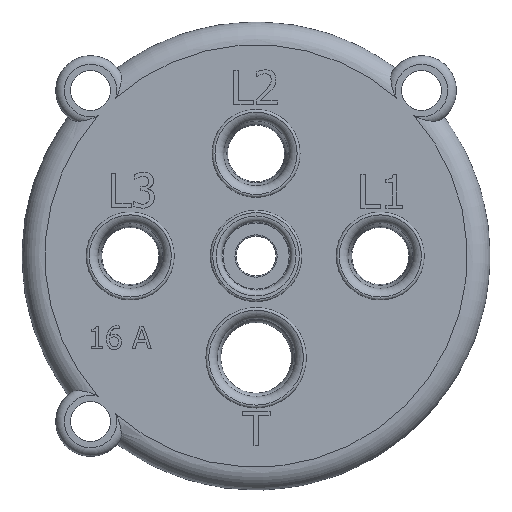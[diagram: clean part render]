
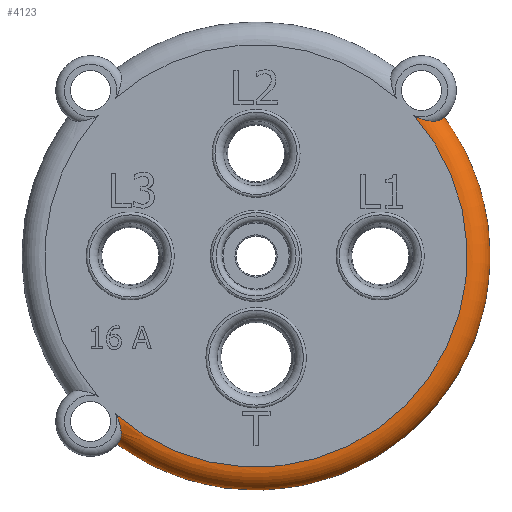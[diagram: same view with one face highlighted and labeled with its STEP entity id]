
A CAD part, top view. The second image highlights one B-rep face of the part: STEP entity #4123.
In plain terms, the highlighted toroidal (fillet/blend) face has major radius 18.5 mm and minor radius 2 mm.
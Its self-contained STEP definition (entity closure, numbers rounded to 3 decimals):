
#44=TOROIDAL_SURFACE('',#4439,18.5,2.);
#203=CIRCLE('',#4424,18.5);
#212=CIRCLE('',#4440,20.5);
#572=FACE_OUTER_BOUND('',#881,.T.);
#881=EDGE_LOOP('',(#3756,#3757,#3758,#3759,#3760,#3761));
#998=B_SPLINE_CURVE_WITH_KNOTS('',3,(#7557,#7558,#7559,#7560,#7561,#7562,
#7563,#7564,#7565,#7566,#7567,#7568),.UNSPECIFIED.,.F.,.F.,(4,2,2,2,2,4),
(-0.001,0.,0.067,0.178,0.247,
0.302),.UNSPECIFIED.);
#1000=B_SPLINE_CURVE_WITH_KNOTS('',3,(#7580,#7581,#7582,#7583,#7584,#7585),
 .UNSPECIFIED.,.F.,.F.,(4,2,4),(0.817,0.895,0.954),
 .UNSPECIFIED.);
#1001=B_SPLINE_CURVE_WITH_KNOTS('',3,(#7588,#7589,#7590,#7591,#7592,#7593,
#7594,#7595,#7596,#7597,#7598,#7599),.UNSPECIFIED.,.F.,.F.,(4,2,2,2,2,4),
(0.544,0.598,0.666,0.775,
0.841,0.842),.UNSPECIFIED.);
#1003=B_SPLINE_CURVE_WITH_KNOTS('',3,(#7616,#7617,#7618,#7619,#7620,#7621),
 .UNSPECIFIED.,.F.,.F.,(4,2,4),(1.825,1.89,1.963),
 .UNSPECIFIED.);
#2049=VERTEX_POINT('',#7529);
#2050=VERTEX_POINT('',#7530);
#2056=VERTEX_POINT('',#7555);
#2058=VERTEX_POINT('',#7578);
#2059=VERTEX_POINT('',#7587);
#2061=VERTEX_POINT('',#7615);
#2610=EDGE_CURVE('',#2049,#2050,#203,.T.);
#2618=EDGE_CURVE('',#2056,#2050,#998,.F.);
#2622=EDGE_CURVE('',#2056,#2058,#1000,.F.);
#2623=EDGE_CURVE('',#2049,#2059,#1001,.F.);
#2626=EDGE_CURVE('',#2061,#2059,#1003,.F.);
#2637=EDGE_CURVE('',#2058,#2061,#212,.T.);
#3756=ORIENTED_EDGE('',*,*,#2622,.T.);
#3757=ORIENTED_EDGE('',*,*,#2637,.T.);
#3758=ORIENTED_EDGE('',*,*,#2626,.T.);
#3759=ORIENTED_EDGE('',*,*,#2623,.F.);
#3760=ORIENTED_EDGE('',*,*,#2610,.T.);
#3761=ORIENTED_EDGE('',*,*,#2618,.F.);
#4123=ADVANCED_FACE('',(#572),#44,.T.);
#4424=AXIS2_PLACEMENT_3D('',#7531,#5330,#5331);
#4439=AXIS2_PLACEMENT_3D('',#7676,#5366,#5367);
#4440=AXIS2_PLACEMENT_3D('',#7677,#5368,#5369);
#5330=DIRECTION('center_axis',(0.,0.,-1.));
#5331=DIRECTION('ref_axis',(0.707,-0.707,0.));
#5366=DIRECTION('center_axis',(0.,0.,1.));
#5367=DIRECTION('ref_axis',(1.,0.,0.));
#5368=DIRECTION('center_axis',(0.,0.,1.));
#5369=DIRECTION('ref_axis',(0.707,-0.707,0.));
#7529=CARTESIAN_POINT('',(13.822,12.297,3.));
#7530=CARTESIAN_POINT('',(-12.297,-13.822,3.));
#7531=CARTESIAN_POINT('Origin',(0.,0.,3.));
#7555=CARTESIAN_POINT('',(-11.923,-16.134,2.25));
#7557=CARTESIAN_POINT('Ctrl Pts',(-12.297,-13.822,3.));
#7558=CARTESIAN_POINT('Ctrl Pts',(-12.295,-13.825,3.));
#7559=CARTESIAN_POINT('Ctrl Pts',(-12.293,-13.828,3.));
#7560=CARTESIAN_POINT('Ctrl Pts',(-12.184,-14.027,3.));
#7561=CARTESIAN_POINT('Ctrl Pts',(-12.093,-14.232,2.996));
#7562=CARTESIAN_POINT('Ctrl Pts',(-11.899,-14.788,2.951));
#7563=CARTESIAN_POINT('Ctrl Pts',(-11.832,-15.121,2.89));
#7564=CARTESIAN_POINT('Ctrl Pts',(-11.802,-15.595,2.705));
#7565=CARTESIAN_POINT('Ctrl Pts',(-11.809,-15.749,2.618));
#7566=CARTESIAN_POINT('Ctrl Pts',(-11.85,-15.977,2.441));
#7567=CARTESIAN_POINT('Ctrl Pts',(-11.88,-16.066,2.351));
#7568=CARTESIAN_POINT('Ctrl Pts',(-11.923,-16.134,2.25));
#7578=CARTESIAN_POINT('',(-12.185,-16.486,1.));
#7580=CARTESIAN_POINT('Ctrl Pts',(-12.185,-16.486,1.));
#7581=CARTESIAN_POINT('Ctrl Pts',(-12.185,-16.486,1.256));
#7582=CARTESIAN_POINT('Ctrl Pts',(-12.152,-16.449,1.509));
#7583=CARTESIAN_POINT('Ctrl Pts',(-12.048,-16.317,1.928));
#7584=CARTESIAN_POINT('Ctrl Pts',(-11.989,-16.237,2.098));
#7585=CARTESIAN_POINT('Ctrl Pts',(-11.923,-16.134,2.25));
#7587=CARTESIAN_POINT('',(16.134,11.923,2.25));
#7588=CARTESIAN_POINT('Ctrl Pts',(16.134,11.923,2.25));
#7589=CARTESIAN_POINT('Ctrl Pts',(16.066,11.88,2.351));
#7590=CARTESIAN_POINT('Ctrl Pts',(15.977,11.85,2.441));
#7591=CARTESIAN_POINT('Ctrl Pts',(15.749,11.809,2.618));
#7592=CARTESIAN_POINT('Ctrl Pts',(15.595,11.802,2.705));
#7593=CARTESIAN_POINT('Ctrl Pts',(15.121,11.832,2.89));
#7594=CARTESIAN_POINT('Ctrl Pts',(14.788,11.899,2.951));
#7595=CARTESIAN_POINT('Ctrl Pts',(14.232,12.093,2.996));
#7596=CARTESIAN_POINT('Ctrl Pts',(14.027,12.184,3.));
#7597=CARTESIAN_POINT('Ctrl Pts',(13.828,12.293,3.));
#7598=CARTESIAN_POINT('Ctrl Pts',(13.825,12.295,3.));
#7599=CARTESIAN_POINT('Ctrl Pts',(13.822,12.297,3.));
#7615=CARTESIAN_POINT('',(16.486,12.185,1.));
#7616=CARTESIAN_POINT('Ctrl Pts',(16.134,11.923,2.25));
#7617=CARTESIAN_POINT('Ctrl Pts',(16.245,11.994,2.085));
#7618=CARTESIAN_POINT('Ctrl Pts',(16.33,12.057,1.9));
#7619=CARTESIAN_POINT('Ctrl Pts',(16.454,12.156,1.477));
#7620=CARTESIAN_POINT('Ctrl Pts',(16.486,12.185,1.24));
#7621=CARTESIAN_POINT('Ctrl Pts',(16.486,12.185,1.));
#7676=CARTESIAN_POINT('Origin',(0.,0.,1.));
#7677=CARTESIAN_POINT('Origin',(0.,0.,1.));
